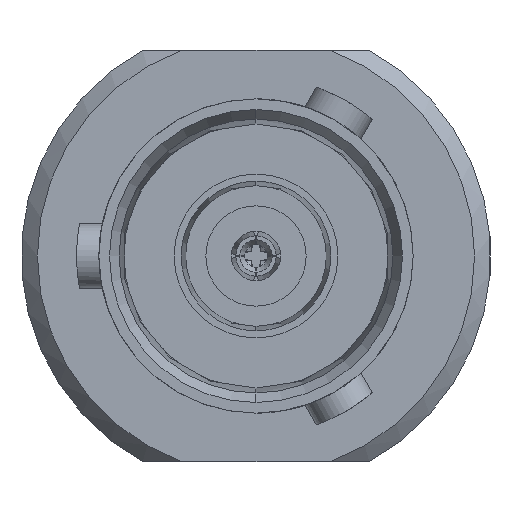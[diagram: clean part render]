
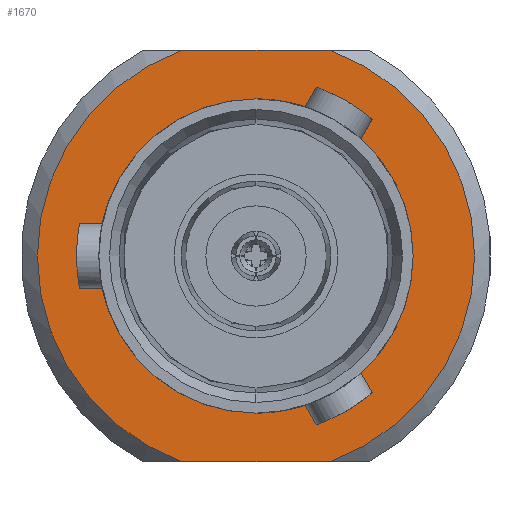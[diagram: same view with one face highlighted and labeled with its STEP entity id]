
A CAD part, left-side view. The second image highlights one B-rep face of the part: STEP entity #1670.
In plain terms, the highlighted face is planar.
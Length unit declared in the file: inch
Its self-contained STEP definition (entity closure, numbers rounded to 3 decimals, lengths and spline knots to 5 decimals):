
#111 = CARTESIAN_POINT ( 'NONE',  ( -0.45276, 0.26575, 0.25 ) ) ;
#352 = CARTESIAN_POINT ( 'NONE',  ( -0.45276, 0., -0.191 ) ) ;
#418 = EDGE_LOOP ( 'NONE', ( #4968, #1190, #3870, #4100 ) ) ;
#576 = AXIS2_PLACEMENT_3D ( 'NONE', #4366, #3177, #3911 ) ;
#803 = EDGE_CURVE ( 'NONE', #3464, #2464, #4022, .T. ) ;
#929 = DIRECTION ( 'NONE',  ( 0., 0., -1. ) ) ;
#1008 = DIRECTION ( 'NONE',  ( 0., 1., 0. ) ) ;
#1022 = CARTESIAN_POINT ( 'NONE',  ( -0.45276, 0., 0. ) ) ;
#1076 = EDGE_CURVE ( 'NONE', #4863, #3464, #2599, .T. ) ;
#1118 = AXIS2_PLACEMENT_3D ( 'NONE', #4457, #3352, #3711 ) ;
#1177 = EDGE_CURVE ( 'NONE', #2464, #2553, #3328, .T. ) ;
#1190 = ORIENTED_EDGE ( 'NONE', *, *, #1177, .T. ) ;
#1213 = CARTESIAN_POINT ( 'NONE',  ( -0.45276, 0., 0. ) ) ;
#1340 = CARTESIAN_POINT ( 'NONE',  ( -0.45276, 0.26575, -0.25 ) ) ;
#1369 = ORIENTED_EDGE ( 'NONE', *, *, #4991, .F. ) ;
#1407 = CIRCLE ( 'NONE', #576, 0.191 ) ;
#1427 = CARTESIAN_POINT ( 'NONE',  ( -0.45276, 0., 0. ) ) ;
#1451 = AXIS2_PLACEMENT_3D ( 'NONE', #1022, #1833, #3722 ) ;
#1500 = CARTESIAN_POINT ( 'NONE',  ( -0.45276, -0.09012, -0.25 ) ) ;
#1670 = ADVANCED_FACE ( 'NONE', ( #4512, #3738 ), #1768, .F. ) ;
#1702 = VECTOR ( 'NONE', #2540, 39.37008 ) ;
#1768 = PLANE ( 'NONE',  #1118 ) ;
#1794 = VERTEX_POINT ( 'NONE', #2285 ) ;
#1828 = CARTESIAN_POINT ( 'NONE',  ( -0.45276, -0.09012, 0.25 ) ) ;
#1833 = DIRECTION ( 'NONE',  ( 1., 0., 0. ) ) ;
#1890 = AXIS2_PLACEMENT_3D ( 'NONE', #1213, #3658, #929 ) ;
#2096 = CARTESIAN_POINT ( 'NONE',  ( -0.45276, 0.09012, -0.25 ) ) ;
#2275 = ORIENTED_EDGE ( 'NONE', *, *, #3262, .F. ) ;
#2285 = CARTESIAN_POINT ( 'NONE',  ( -0.45276, 0., 0.191 ) ) ;
#2314 = DIRECTION ( 'NONE',  ( 1., 0., 0. ) ) ;
#2381 = CIRCLE ( 'NONE', #1890, 0.191 ) ;
#2464 = VERTEX_POINT ( 'NONE', #1500 ) ;
#2540 = DIRECTION ( 'NONE',  ( 0., -1., 0. ) ) ;
#2553 = VERTEX_POINT ( 'NONE', #2096 ) ;
#2599 = LINE ( 'NONE', #111, #1702 ) ;
#2651 = AXIS2_PLACEMENT_3D ( 'NONE', #1427, #2314, #3892 ) ;
#3048 = EDGE_LOOP ( 'NONE', ( #1369, #2275 ) ) ;
#3177 = DIRECTION ( 'NONE',  ( 1., 0., 0. ) ) ;
#3262 = EDGE_CURVE ( 'NONE', #1794, #4644, #2381, .T. ) ;
#3328 = LINE ( 'NONE', #1340, #3529 ) ;
#3352 = DIRECTION ( 'NONE',  ( -1., 0., 0. ) ) ;
#3451 = CARTESIAN_POINT ( 'NONE',  ( -0.45276, 0.09012, 0.25 ) ) ;
#3464 = VERTEX_POINT ( 'NONE', #1828 ) ;
#3529 = VECTOR ( 'NONE', #1008, 39.37008 ) ;
#3658 = DIRECTION ( 'NONE',  ( 1., 0., 0. ) ) ;
#3711 = DIRECTION ( 'NONE',  ( 0., 0., 1. ) ) ;
#3722 = DIRECTION ( 'NONE',  ( 0., 0., -1. ) ) ;
#3738 = FACE_OUTER_BOUND ( 'NONE', #418, .T. ) ;
#3870 = ORIENTED_EDGE ( 'NONE', *, *, #4461, .T. ) ;
#3892 = DIRECTION ( 'NONE',  ( 0., 0., -1. ) ) ;
#3911 = DIRECTION ( 'NONE',  ( 0., 0., -1. ) ) ;
#3971 = CIRCLE ( 'NONE', #2651, 0.26575 ) ;
#4022 = CIRCLE ( 'NONE', #1451, 0.26575 ) ;
#4100 = ORIENTED_EDGE ( 'NONE', *, *, #1076, .T. ) ;
#4366 = CARTESIAN_POINT ( 'NONE',  ( -0.45276, 0., 0. ) ) ;
#4457 = CARTESIAN_POINT ( 'NONE',  ( -0.45276, 0.26575, 0. ) ) ;
#4461 = EDGE_CURVE ( 'NONE', #2553, #4863, #3971, .T. ) ;
#4512 = FACE_BOUND ( 'NONE', #3048, .T. ) ;
#4644 = VERTEX_POINT ( 'NONE', #352 ) ;
#4863 = VERTEX_POINT ( 'NONE', #3451 ) ;
#4968 = ORIENTED_EDGE ( 'NONE', *, *, #803, .T. ) ;
#4991 = EDGE_CURVE ( 'NONE', #4644, #1794, #1407, .T. ) ;
